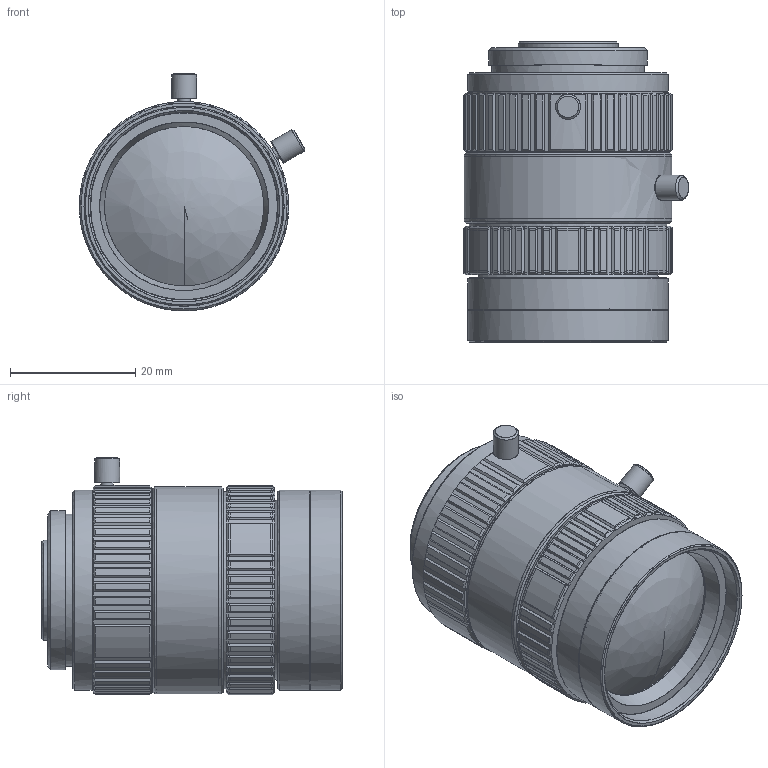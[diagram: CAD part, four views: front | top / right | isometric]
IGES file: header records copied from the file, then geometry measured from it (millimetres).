
Start section: C
Global section: file name: M5018-SW_210416.igs; native system: By Siemens PLM Incorporated; preprocessor: XPlus GENERIC/IGES 19.0.9; author: Author; organization: Title; date: 20210416.151504; units: millimetre
Bounding box: 36.05 x 48.01 x 38.05 mm (x, y, z)
Surface area: 17366.9 mm2 (no closed solid volume)
Topology: 0 solids, 0 shells, 1055 faces, 4990 edges, 4986 vertices
Faces by surface type: bspline 1055
